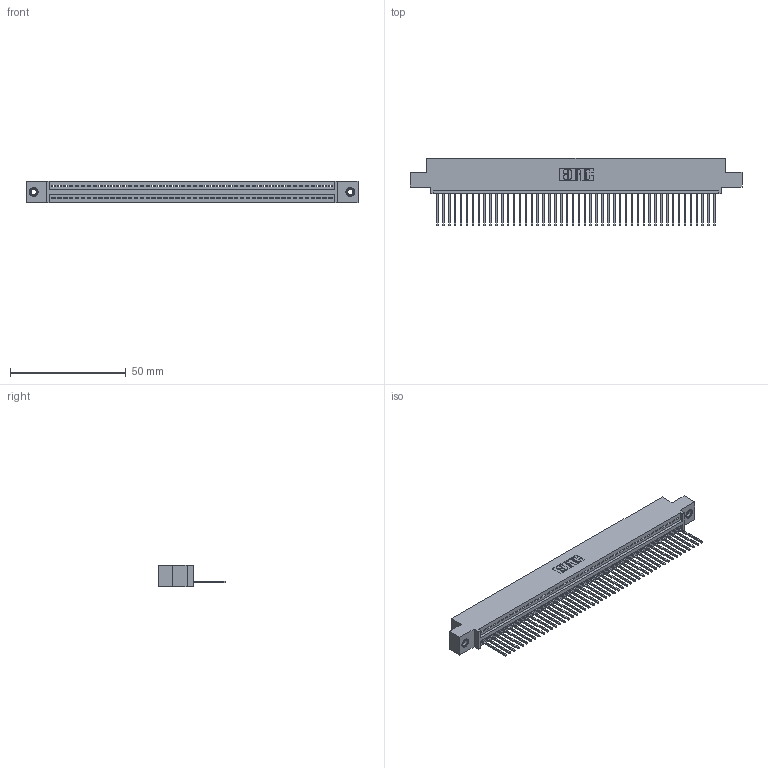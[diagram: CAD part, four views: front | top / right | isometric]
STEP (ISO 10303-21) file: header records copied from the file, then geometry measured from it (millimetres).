
FILE_DESCRIPTION (( 'STEP AP203' ), '1' );
FILE_NAME ('345-048-540-408.STEP', '2019-10-09T05:23:33', ( '' ), ( '' ), 'SwSTEP 2.0', 'SolidWorks 2016', '' );
FILE_SCHEMA (( 'CONFIG_CONTROL_DESIGN' ));
Length unit declared in the file: inch
Products named in the file (4): 345-292-001_345-293-140; 345-250-001_345-250-003-102; 345 Part_0.110 Offset - 0.156 Dia-TI; 345-048-540-408
Assembly tree (51 placements, depth 2):
  345-048-540-408
    345 Part_0.110 Offset - 0.156 Dia-TI
    345-292-001_345-293-140  x48
    345-250-001_345-250-003-102  x2
Bounding box: 143.13 x 29.13 x 9.4 mm (x, y, z)
Volume: 13628.8 mm3; surface area: 18761.7 mm2
Topology: 51 solids, 51 shells, 2974 faces, 8937 edges, 5886 vertices
Faces by surface type: plane 2036, cylinder 922, cone 12, torus 4
Entity records: 36654 total; most frequent: CARTESIAN_POINT 6331, ORIENTED_EDGE 6306, DIRECTION 5547, EDGE_CURVE 3153, LINE 2809, VECTOR 2809, VERTEX_POINT 2096, AXIS2_PLACEMENT_3D 1369
